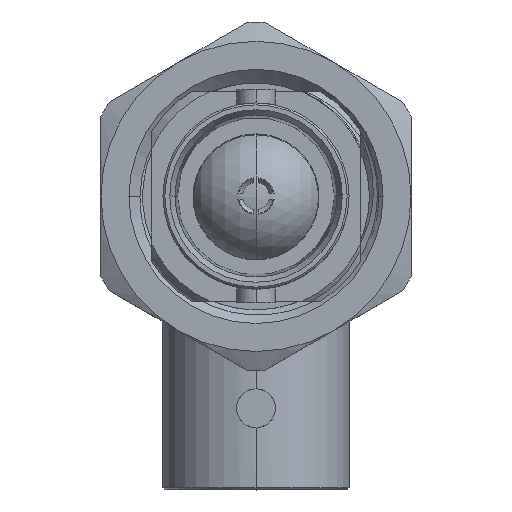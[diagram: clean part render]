
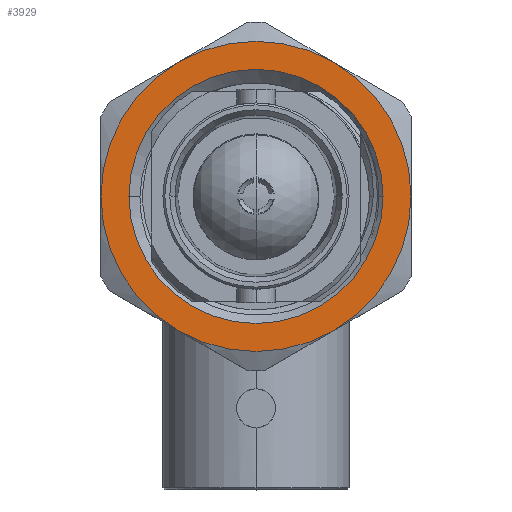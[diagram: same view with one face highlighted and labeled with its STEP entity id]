
A CAD part, top view. The second image highlights one B-rep face of the part: STEP entity #3929.
In plain terms, the highlighted planar face has unit normal (0, 0, 1).
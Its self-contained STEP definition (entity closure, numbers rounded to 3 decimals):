
#153 = EDGE_CURVE ( 'NONE', #29120, #5087, #7017, .T. ) ;
#391 = DIRECTION ( 'NONE',  ( 0., 0., -1. ) ) ;
#1174 = DIRECTION ( 'NONE',  ( 1., 0., 0. ) ) ;
#2406 = EDGE_LOOP ( 'NONE', ( #30556, #2752, #3466, #14323, #30172, #17557 ) ) ;
#2509 = CARTESIAN_POINT ( 'NONE',  ( 0., 0., 21.825 ) ) ;
#2752 = ORIENTED_EDGE ( 'NONE', *, *, #6333, .T. ) ;
#3466 = ORIENTED_EDGE ( 'NONE', *, *, #27587, .T. ) ;
#3582 = CARTESIAN_POINT ( 'NONE',  ( 0., 0., 21.825 ) ) ;
#3653 = FACE_BOUND ( 'NONE', #25986, .T. ) ;
#3686 = VERTEX_POINT ( 'NONE', #28502 ) ;
#3766 = DIRECTION ( 'NONE',  ( 0., 0., 1. ) ) ;
#3929 = ADVANCED_FACE ( 'NONE', ( #3653, #26265 ), #15577, .T. ) ;
#4417 = VERTEX_POINT ( 'NONE', #7780 ) ;
#4579 = AXIS2_PLACEMENT_3D ( 'NONE', #18806, #21389, #6242 ) ;
#4825 = CIRCLE ( 'NONE', #27343, 8. ) ;
#4985 = VERTEX_POINT ( 'NONE', #23858 ) ;
#5087 = VERTEX_POINT ( 'NONE', #11260 ) ;
#5125 = CIRCLE ( 'NONE', #4579, 8. ) ;
#5262 = DIRECTION ( 'NONE',  ( 1., 0., 0. ) ) ;
#5661 = AXIS2_PLACEMENT_3D ( 'NONE', #32383, #32730, #27534 ) ;
#5872 = CIRCLE ( 'NONE', #10842, 8. ) ;
#5991 = DIRECTION ( 'NONE',  ( 0., 0., 1. ) ) ;
#6242 = DIRECTION ( 'NONE',  ( 1., 0., 0. ) ) ;
#6333 = EDGE_CURVE ( 'NONE', #13761, #3686, #4825, .T. ) ;
#7017 = CIRCLE ( 'NONE', #22980, 8. ) ;
#7780 = CARTESIAN_POINT ( 'NONE',  ( -4., 6.928, 21.825 ) ) ;
#7843 = EDGE_CURVE ( 'NONE', #5087, #13761, #5872, .T. ) ;
#10076 = AXIS2_PLACEMENT_3D ( 'NONE', #13128, #391, #10387 ) ;
#10273 = CIRCLE ( 'NONE', #16291, 8. ) ;
#10387 = DIRECTION ( 'NONE',  ( 1., 0., 0. ) ) ;
#10594 = DIRECTION ( 'NONE',  ( 0., 0., 1. ) ) ;
#10842 = AXIS2_PLACEMENT_3D ( 'NONE', #22938, #20008, #12095 ) ;
#11260 = CARTESIAN_POINT ( 'NONE',  ( 4., -6.928, 21.825 ) ) ;
#11384 = CARTESIAN_POINT ( 'NONE',  ( 0., 0., 21.825 ) ) ;
#11440 = DIRECTION ( 'NONE',  ( 1., 0., 0. ) ) ;
#12095 = DIRECTION ( 'NONE',  ( 1., 0., 0. ) ) ;
#12661 = CARTESIAN_POINT ( 'NONE',  ( -6.555, 0., 21.825 ) ) ;
#12822 = CIRCLE ( 'NONE', #10076, 6.555 ) ;
#13128 = CARTESIAN_POINT ( 'NONE',  ( 0., 0., 21.825 ) ) ;
#13167 = DIRECTION ( 'NONE',  ( 1., 0., 0. ) ) ;
#13761 = VERTEX_POINT ( 'NONE', #20077 ) ;
#14039 = CIRCLE ( 'NONE', #33328, 8. ) ;
#14323 = ORIENTED_EDGE ( 'NONE', *, *, #34052, .T. ) ;
#14410 = CARTESIAN_POINT ( 'NONE',  ( 0., 0., 21.825 ) ) ;
#15577 = PLANE ( 'NONE',  #20811 ) ;
#16291 = AXIS2_PLACEMENT_3D ( 'NONE', #14410, #3766, #1174 ) ;
#16762 = CARTESIAN_POINT ( 'NONE',  ( 0., 0., 21.825 ) ) ;
#17285 = VERTEX_POINT ( 'NONE', #12661 ) ;
#17480 = EDGE_CURVE ( 'NONE', #31349, #29120, #14039, .T. ) ;
#17557 = ORIENTED_EDGE ( 'NONE', *, *, #153, .T. ) ;
#18496 = DIRECTION ( 'NONE',  ( 0., 0., 1. ) ) ;
#18806 = CARTESIAN_POINT ( 'NONE',  ( 0., 0., 21.825 ) ) ;
#19706 = DIRECTION ( 'NONE',  ( 0., 0., 1. ) ) ;
#20008 = DIRECTION ( 'NONE',  ( 0., 0., 1. ) ) ;
#20077 = CARTESIAN_POINT ( 'NONE',  ( 8., 0., 21.825 ) ) ;
#20182 = CARTESIAN_POINT ( 'NONE',  ( -4., -6.928, 21.825 ) ) ;
#20486 = CIRCLE ( 'NONE', #5661, 6.555 ) ;
#20811 = AXIS2_PLACEMENT_3D ( 'NONE', #11384, #18496, #5262 ) ;
#21389 = DIRECTION ( 'NONE',  ( 0., 0., 1. ) ) ;
#22938 = CARTESIAN_POINT ( 'NONE',  ( 0., 0., 21.825 ) ) ;
#22980 = AXIS2_PLACEMENT_3D ( 'NONE', #3582, #5991, #24918 ) ;
#23858 = CARTESIAN_POINT ( 'NONE',  ( 6.555, 0., 21.825 ) ) ;
#24918 = DIRECTION ( 'NONE',  ( 1., 0., 0. ) ) ;
#25552 = ORIENTED_EDGE ( 'NONE', *, *, #29129, .T. ) ;
#25871 = CARTESIAN_POINT ( 'NONE',  ( -8., 0., 21.825 ) ) ;
#25986 = EDGE_LOOP ( 'NONE', ( #32997, #25552 ) ) ;
#26265 = FACE_OUTER_BOUND ( 'NONE', #2406, .T. ) ;
#26597 = EDGE_CURVE ( 'NONE', #4985, #17285, #20486, .T. ) ;
#27343 = AXIS2_PLACEMENT_3D ( 'NONE', #16762, #19706, #11440 ) ;
#27534 = DIRECTION ( 'NONE',  ( 1., 0., 0. ) ) ;
#27587 = EDGE_CURVE ( 'NONE', #3686, #4417, #5125, .T. ) ;
#28502 = CARTESIAN_POINT ( 'NONE',  ( 4., 6.928, 21.825 ) ) ;
#29120 = VERTEX_POINT ( 'NONE', #20182 ) ;
#29129 = EDGE_CURVE ( 'NONE', #17285, #4985, #12822, .T. ) ;
#30172 = ORIENTED_EDGE ( 'NONE', *, *, #17480, .T. ) ;
#30556 = ORIENTED_EDGE ( 'NONE', *, *, #7843, .T. ) ;
#31349 = VERTEX_POINT ( 'NONE', #25871 ) ;
#32383 = CARTESIAN_POINT ( 'NONE',  ( 0., 0., 21.825 ) ) ;
#32730 = DIRECTION ( 'NONE',  ( 0., 0., -1. ) ) ;
#32997 = ORIENTED_EDGE ( 'NONE', *, *, #26597, .T. ) ;
#33328 = AXIS2_PLACEMENT_3D ( 'NONE', #2509, #10594, #13167 ) ;
#34052 = EDGE_CURVE ( 'NONE', #4417, #31349, #10273, .T. ) ;
